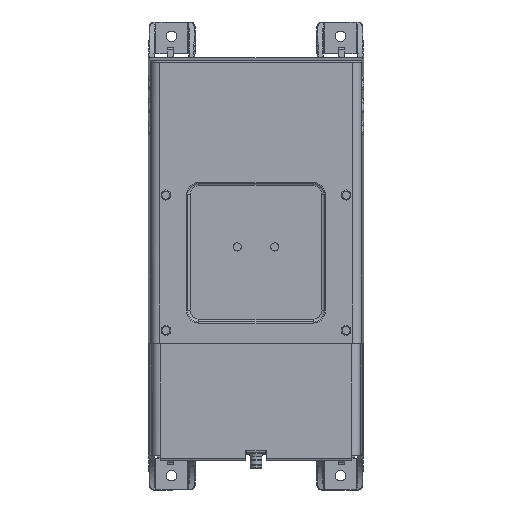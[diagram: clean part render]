
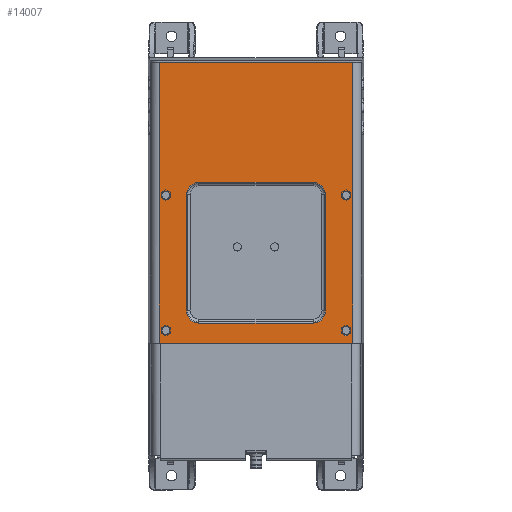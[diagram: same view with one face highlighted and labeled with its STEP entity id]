
A CAD part, top view. The second image highlights one B-rep face of the part: STEP entity #14007.
In plain terms, the highlighted planar face has unit normal (0, 0, 1).
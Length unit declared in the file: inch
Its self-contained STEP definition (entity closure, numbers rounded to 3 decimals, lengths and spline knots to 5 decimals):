
#914 = EDGE_CURVE ( 'NONE', #51929, #16708, #22618, .T. ) ;
#1180 = CARTESIAN_POINT ( 'NONE',  ( 2.4, -1.98113, 2.5375 ) ) ;
#2538 = EDGE_CURVE ( 'NONE', #50294, #50294, #36988, .T. ) ;
#3177 = DIRECTION ( 'NONE',  ( 0., 0., -1. ) ) ;
#3192 = CARTESIAN_POINT ( 'NONE',  ( -2.4, -1.87463, 2.5375 ) ) ;
#3323 = ORIENTED_EDGE ( 'NONE', *, *, #51366, .T. ) ;
#3481 = DIRECTION ( 'NONE',  ( 0., 1., 0. ) ) ;
#3521 = ORIENTED_EDGE ( 'NONE', *, *, #10085, .F. ) ;
#4507 = EDGE_CURVE ( 'NONE', #52215, #19467, #20419, .T. ) ;
#4637 = CARTESIAN_POINT ( 'NONE',  ( -1.525, -1.46214, 2.5375 ) ) ;
#5235 = AXIS2_PLACEMENT_3D ( 'NONE', #36545, #3177, #19720 ) ;
#5626 = DIRECTION ( 'NONE',  ( 0., 0., 1. ) ) ;
#5699 = CARTESIAN_POINT ( 'NONE',  ( 1.525, 1.95849, 2.5375 ) ) ;
#5765 = DIRECTION ( 'NONE',  ( 0., 1., 0. ) ) ;
#6442 = EDGE_CURVE ( 'NONE', #36724, #36724, #41514, .T. ) ;
#6647 = AXIS2_PLACEMENT_3D ( 'NONE', #1180, #21914, #42484 ) ;
#7294 = CARTESIAN_POINT ( 'NONE',  ( -1.525, 1.95849, 2.5375 ) ) ;
#7679 = CARTESIAN_POINT ( 'NONE',  ( 1.525, 1.63786, 2.5375 ) ) ;
#7738 = VERTEX_POINT ( 'NONE', #26761 ) ;
#8276 = DIRECTION ( 'NONE',  ( 0., -1., 0. ) ) ;
#8629 = DIRECTION ( 'NONE',  ( 0., 1., 0. ) ) ;
#8708 = EDGE_CURVE ( 'NONE', #7738, #52215, #40617, .T. ) ;
#8781 = EDGE_CURVE ( 'NONE', #20786, #7738, #49021, .T. ) ;
#9362 = VECTOR ( 'NONE', #14681, 39.37008 ) ;
#9817 = EDGE_CURVE ( 'NONE', #24425, #20786, #29331, .T. ) ;
#10085 = EDGE_CURVE ( 'NONE', #13404, #13404, #25443, .T. ) ;
#10331 = DIRECTION ( 'NONE',  ( 0., 0., 1. ) ) ;
#10376 = DIRECTION ( 'NONE',  ( 0., 1., 0. ) ) ;
#10407 = VECTOR ( 'NONE', #15254, 39.37008 ) ;
#10589 = ORIENTED_EDGE ( 'NONE', *, *, #9817, .T. ) ;
#10879 = DIRECTION ( 'NONE',  ( 0., 1., 0. ) ) ;
#11086 = CARTESIAN_POINT ( 'NONE',  ( 1.525, -1.78278, 2.5375 ) ) ;
#11185 = FACE_BOUND ( 'NONE', #22312, .T. ) ;
#11504 = ORIENTED_EDGE ( 'NONE', *, *, #38719, .T. ) ;
#11601 = CARTESIAN_POINT ( 'NONE',  ( 2.4, -1.87463, 2.5375 ) ) ;
#12294 = CARTESIAN_POINT ( 'NONE',  ( 1.84564, -1.46214, 2.5375 ) ) ;
#12354 = AXIS2_PLACEMENT_3D ( 'NONE', #4637, #44182, #15055 ) ;
#12632 = CARTESIAN_POINT ( 'NONE',  ( 1.525, 1.95849, 2.5375 ) ) ;
#12658 = CARTESIAN_POINT ( 'NONE',  ( 2.4, 1.72537, 2.5375 ) ) ;
#12980 = EDGE_LOOP ( 'NONE', ( #3521 ) ) ;
#12985 = CARTESIAN_POINT ( 'NONE',  ( -2.5704, -2.31714, 2.5375 ) ) ;
#13308 = CARTESIAN_POINT ( 'NONE',  ( -1.525, -1.78278, 2.5375 ) ) ;
#13404 = VERTEX_POINT ( 'NONE', #15944 ) ;
#13654 = VERTEX_POINT ( 'NONE', #20880 ) ;
#14007 = ADVANCED_FACE ( 'NONE', ( #14403, #16884, #38182, #36259, #11185, #16419 ), #51490, .T. ) ;
#14180 = DIRECTION ( 'NONE',  ( 0., 1., 0. ) ) ;
#14403 = FACE_BOUND ( 'NONE', #22302, .T. ) ;
#14681 = DIRECTION ( 'NONE',  ( 0., 1., 0. ) ) ;
#14720 = VECTOR ( 'NONE', #29958, 39.37008 ) ;
#14814 = VECTOR ( 'NONE', #44412, 39.37008 ) ;
#15055 = DIRECTION ( 'NONE',  ( 0., 1., 0. ) ) ;
#15254 = DIRECTION ( 'NONE',  ( 1., 0., 0. ) ) ;
#15479 = CARTESIAN_POINT ( 'NONE',  ( -2.5704, 5.15286, 2.5375 ) ) ;
#15944 = CARTESIAN_POINT ( 'NONE',  ( -2.4, 1.72537, 2.5375 ) ) ;
#16246 = EDGE_LOOP ( 'NONE', ( #3323, #46950, #42498, #36136 ) ) ;
#16419 = FACE_OUTER_BOUND ( 'NONE', #16246, .T. ) ;
#16545 = EDGE_CURVE ( 'NONE', #20682, #44633, #25160, .T. ) ;
#16708 = VERTEX_POINT ( 'NONE', #5699 ) ;
#16884 = FACE_BOUND ( 'NONE', #53268, .T. ) ;
#17425 = EDGE_CURVE ( 'NONE', #13654, #47573, #36495, .T. ) ;
#17563 = AXIS2_PLACEMENT_3D ( 'NONE', #18375, #43120, #14180 ) ;
#18085 = ORIENTED_EDGE ( 'NONE', *, *, #6442, .F. ) ;
#18375 = CARTESIAN_POINT ( 'NONE',  ( 2.4, 1.61887, 2.5375 ) ) ;
#18845 = CIRCLE ( 'NONE', #17563, 0.1065 ) ;
#19467 = VERTEX_POINT ( 'NONE', #28157 ) ;
#19720 = DIRECTION ( 'NONE',  ( 0., 1., 0. ) ) ;
#20281 = AXIS2_PLACEMENT_3D ( 'NONE', #7679, #32504, #3481 ) ;
#20419 = LINE ( 'NONE', #48654, #9362 ) ;
#20682 = VERTEX_POINT ( 'NONE', #38781 ) ;
#20786 = VERTEX_POINT ( 'NONE', #11086 ) ;
#20831 = AXIS2_PLACEMENT_3D ( 'NONE', #22266, #26460, #5765 ) ;
#20880 = CARTESIAN_POINT ( 'NONE',  ( -2.5704, 5.15286, 2.5375 ) ) ;
#20982 = CARTESIAN_POINT ( 'NONE',  ( 1.84564, -1.46214, 2.5375 ) ) ;
#21039 = CARTESIAN_POINT ( 'NONE',  ( -2.4, 1.61887, 2.5375 ) ) ;
#21675 = DIRECTION ( 'NONE',  ( 0., -1., 0. ) ) ;
#21914 = DIRECTION ( 'NONE',  ( 0., 0., 1. ) ) ;
#22266 = CARTESIAN_POINT ( 'NONE',  ( 1.525, -1.46214, 2.5375 ) ) ;
#22302 = EDGE_LOOP ( 'NONE', ( #38085, #11504, #47761, #42267, #30841, #10589, #33157, #32269 ) ) ;
#22312 = EDGE_LOOP ( 'NONE', ( #18085 ) ) ;
#22618 = LINE ( 'NONE', #12632, #33659 ) ;
#23762 = DIRECTION ( 'NONE',  ( 1., 0., 0. ) ) ;
#24337 = ORIENTED_EDGE ( 'NONE', *, *, #48473, .F. ) ;
#24385 = EDGE_CURVE ( 'NONE', #51770, #24425, #42955, .T. ) ;
#24425 = VERTEX_POINT ( 'NONE', #20982 ) ;
#25160 = LINE ( 'NONE', #29300, #26451 ) ;
#25443 = CIRCLE ( 'NONE', #32572, 0.1065 ) ;
#26451 = VECTOR ( 'NONE', #8629, 39.37008 ) ;
#26460 = DIRECTION ( 'NONE',  ( 0., 0., -1. ) ) ;
#26761 = CARTESIAN_POINT ( 'NONE',  ( -1.525, -1.78278, 2.5375 ) ) ;
#26802 = VECTOR ( 'NONE', #21675, 39.37008 ) ;
#28157 = CARTESIAN_POINT ( 'NONE',  ( -1.84564, 1.63786, 2.5375 ) ) ;
#29300 = CARTESIAN_POINT ( 'NONE',  ( 2.5704, -2.31714, 2.5375 ) ) ;
#29331 = CIRCLE ( 'NONE', #20831, 0.32064 ) ;
#29854 = EDGE_CURVE ( 'NONE', #16708, #51770, #52470, .T. ) ;
#29958 = DIRECTION ( 'NONE',  ( -1., 0., 0. ) ) ;
#30455 = DIRECTION ( 'NONE',  ( 0., 1., 0. ) ) ;
#30841 = ORIENTED_EDGE ( 'NONE', *, *, #24385, .T. ) ;
#31352 = CARTESIAN_POINT ( 'NONE',  ( -2.4, -1.98113, 2.5375 ) ) ;
#32269 = ORIENTED_EDGE ( 'NONE', *, *, #8708, .T. ) ;
#32424 = CARTESIAN_POINT ( 'NONE',  ( 1.84564, 1.63786, 2.5375 ) ) ;
#32504 = DIRECTION ( 'NONE',  ( 0., 0., -1. ) ) ;
#32572 = AXIS2_PLACEMENT_3D ( 'NONE', #21039, #35189, #10376 ) ;
#33157 = ORIENTED_EDGE ( 'NONE', *, *, #8781, .T. ) ;
#33659 = VECTOR ( 'NONE', #23762, 39.37008 ) ;
#34619 = CARTESIAN_POINT ( 'NONE',  ( 0., 1.41786, 2.5375 ) ) ;
#34710 = ORIENTED_EDGE ( 'NONE', *, *, #2538, .F. ) ;
#35189 = DIRECTION ( 'NONE',  ( 0., 0., 1. ) ) ;
#35962 = CARTESIAN_POINT ( 'NONE',  ( -2.5704, -2.31714, 2.5375 ) ) ;
#36136 = ORIENTED_EDGE ( 'NONE', *, *, #16545, .T. ) ;
#36259 = FACE_BOUND ( 'NONE', #46890, .T. ) ;
#36495 = LINE ( 'NONE', #12985, #26802 ) ;
#36545 = CARTESIAN_POINT ( 'NONE',  ( -1.525, 1.63786, 2.5375 ) ) ;
#36724 = VERTEX_POINT ( 'NONE', #11601 ) ;
#36988 = CIRCLE ( 'NONE', #52188, 0.1065 ) ;
#37959 = CARTESIAN_POINT ( 'NONE',  ( -1.84564, -1.46214, 2.5375 ) ) ;
#38085 = ORIENTED_EDGE ( 'NONE', *, *, #4507, .T. ) ;
#38182 = FACE_BOUND ( 'NONE', #12980, .T. ) ;
#38719 = EDGE_CURVE ( 'NONE', #19467, #51929, #43905, .T. ) ;
#38781 = CARTESIAN_POINT ( 'NONE',  ( 2.5704, -2.31714, 2.5375 ) ) ;
#40617 = CIRCLE ( 'NONE', #12354, 0.32064 ) ;
#41514 = CIRCLE ( 'NONE', #6647, 0.1065 ) ;
#42267 = ORIENTED_EDGE ( 'NONE', *, *, #29854, .T. ) ;
#42484 = DIRECTION ( 'NONE',  ( 0., 1., 0. ) ) ;
#42498 = ORIENTED_EDGE ( 'NONE', *, *, #48331, .T. ) ;
#42955 = LINE ( 'NONE', #12294, #52653 ) ;
#43120 = DIRECTION ( 'NONE',  ( 0., 0., 1. ) ) ;
#43426 = LINE ( 'NONE', #53044, #10407 ) ;
#43905 = CIRCLE ( 'NONE', #5235, 0.32064 ) ;
#44182 = DIRECTION ( 'NONE',  ( 0., 0., -1. ) ) ;
#44412 = DIRECTION ( 'NONE',  ( -1., 0., 0. ) ) ;
#44633 = VERTEX_POINT ( 'NONE', #46655 ) ;
#46655 = CARTESIAN_POINT ( 'NONE',  ( 2.5704, 5.15286, 2.5375 ) ) ;
#46890 = EDGE_LOOP ( 'NONE', ( #34710 ) ) ;
#46950 = ORIENTED_EDGE ( 'NONE', *, *, #17425, .T. ) ;
#47399 = AXIS2_PLACEMENT_3D ( 'NONE', #34619, #5626, #30455 ) ;
#47573 = VERTEX_POINT ( 'NONE', #35962 ) ;
#47761 = ORIENTED_EDGE ( 'NONE', *, *, #914, .T. ) ;
#47787 = LINE ( 'NONE', #15479, #14814 ) ;
#48331 = EDGE_CURVE ( 'NONE', #47573, #20682, #43426, .T. ) ;
#48473 = EDGE_CURVE ( 'NONE', #50252, #50252, #18845, .T. ) ;
#48654 = CARTESIAN_POINT ( 'NONE',  ( -1.84564, 1.63786, 2.5375 ) ) ;
#49021 = LINE ( 'NONE', #13308, #14720 ) ;
#50252 = VERTEX_POINT ( 'NONE', #12658 ) ;
#50294 = VERTEX_POINT ( 'NONE', #3192 ) ;
#51366 = EDGE_CURVE ( 'NONE', #44633, #13654, #47787, .T. ) ;
#51490 = PLANE ( 'NONE',  #47399 ) ;
#51770 = VERTEX_POINT ( 'NONE', #32424 ) ;
#51929 = VERTEX_POINT ( 'NONE', #7294 ) ;
#52188 = AXIS2_PLACEMENT_3D ( 'NONE', #31352, #10331, #10879 ) ;
#52215 = VERTEX_POINT ( 'NONE', #37959 ) ;
#52470 = CIRCLE ( 'NONE', #20281, 0.32064 ) ;
#52653 = VECTOR ( 'NONE', #8276, 39.37008 ) ;
#53044 = CARTESIAN_POINT ( 'NONE',  ( -2.5704, -2.31714, 2.5375 ) ) ;
#53268 = EDGE_LOOP ( 'NONE', ( #24337 ) ) ;
